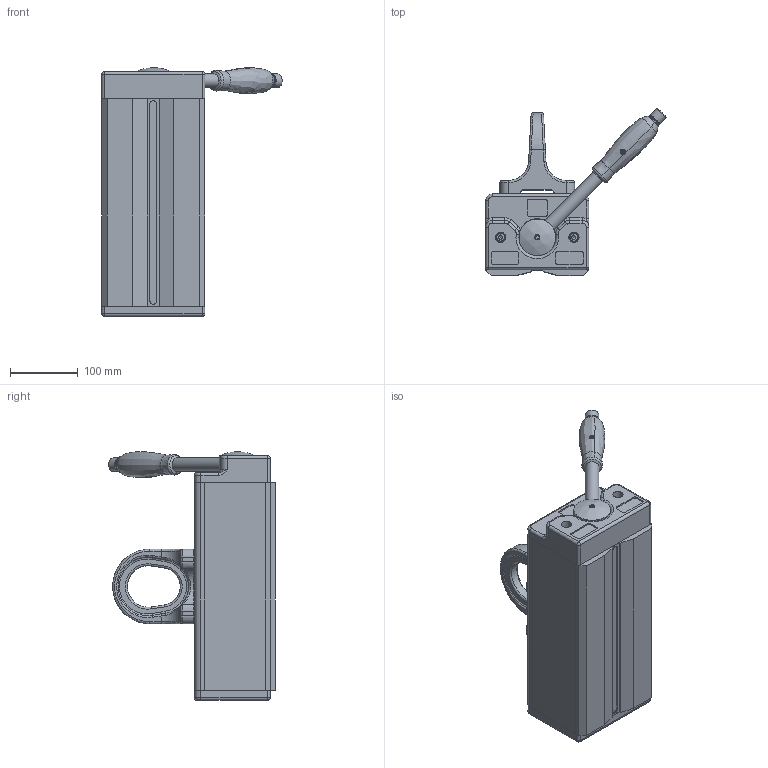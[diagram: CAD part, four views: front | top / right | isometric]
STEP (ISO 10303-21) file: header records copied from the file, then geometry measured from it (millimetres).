
FILE_DESCRIPTION(/* description */ (''),/* implementation_level */ '2;1');
FILE_NAME(/* name */ 'E0161873.stp',/* time_stamp */ '2024-06-11T11:17:17+02:00',/* author */ ('ep'),/* organization */ (''),/* preprocessor_version */ 'ST-DEVELOPER v18.1',/* originating_system */ 'Autodesk Inventor 2021',/* authorisation */ '');
FILE_SCHEMA (('AUTOMOTIVE_DESIGN { 1 0 10303 214 3 1 1 }'));
Products named in the file (1): E0161873
Bounding box: 266.14 x 246.14 x 366.85 mm (x, y, z)
Volume: 6340257.8 mm3; surface area: 1037165.8 mm2
Topology: 88 solids, 90 shells, 1790 faces, 4063 edges, 2500 vertices
Faces by surface type: plane 925, cylinder 431, cone 244, torus 114, bspline 66, sphere 10
Full cylindrical faces by diameter (mm): 3.3 x30, 4 x30, 4.2 x1, 4.5 x28, 5 x4, 6 x2, 6.1 x1, 6.8 x6, 7.64 x28, 8 x8, 8.5 x10, 9 x4, 9.8 x1, 10 x10, 10.2 x1, 10.5 x4, 11 x8, 12 x1, 13 x6, 14 x2, 15 x2, 16 x8, 17 x4, 17.8 x1, 18 x4, 19.8 x2, 20 x2, 20.05 x1, 54 x1, 54.95 x2
Entity records: 75945 total; most frequent: CARTESIAN_POINT 35870, DIRECTION 8422, ORIENTED_EDGE 7932, EDGE_CURVE 3966, AXIS2_PLACEMENT_3D 3101, VERTEX_POINT 2500, LINE 2220, VECTOR 2220
